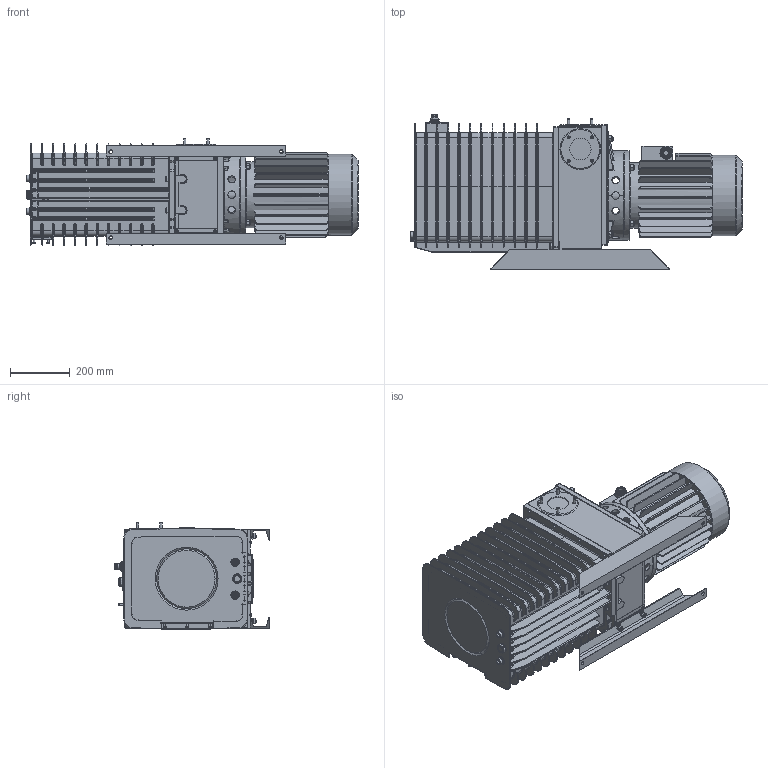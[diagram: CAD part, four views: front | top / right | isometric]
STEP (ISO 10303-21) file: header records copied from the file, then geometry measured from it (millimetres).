
FILE_DESCRIPTION(('STEP AP203'), '1');
FILE_NAME('2ﾍﾂﾐ-250ﾄ', '2020-11-12T08:21:08', (''), ('Vacma'), 'ASCON STEP Converter 1.6', 'ASCON Math Kernel', '');
FILE_SCHEMA(('CONFIG_CONTROL_DESIGN'));
Length unit declared in the file: millimetre
Bounding box: 1109 x 518 x 357.94 mm (x, y, z)
Surface area: 3451641.1 mm2 (no closed solid volume)
Topology: 0 solids, 1 shells, 2819 faces, 6793 edges, 4109 vertices
Faces by surface type: cylinder 1063, plane 1009, torus 330, bspline 170, sphere 131, cone 116
Full cylindrical faces by diameter (mm): 2 x2, 5 x5, 5.5 x4, 6 x6, 7.5 x1, 8 x8, 8.5 x6, 9 x4, 10 x12, 11 x14, 11.5 x8, 12 x24, 13.2 x2, 13.7 x2, 14 x9, 16 x2, 17 x2, 20 x5, 20.955 x2, 22 x1, 24 x4, 25 x9, 27 x2, 27.7 x2, 28 x2, 30 x3, 32 x3, 37.911 x1, 66 x1, 70 x1
Entity records: 108597 total; most frequent: CARTESIAN_POINT 45492, DIRECTION 13253, ORIENTED_EDGE 12976, EDGE_CURVE 6488, AXIS2_PLACEMENT_3D 5222, VERTEX_POINT 4101, EDGE_LOOP 3326, FACE_BOUND 2929
